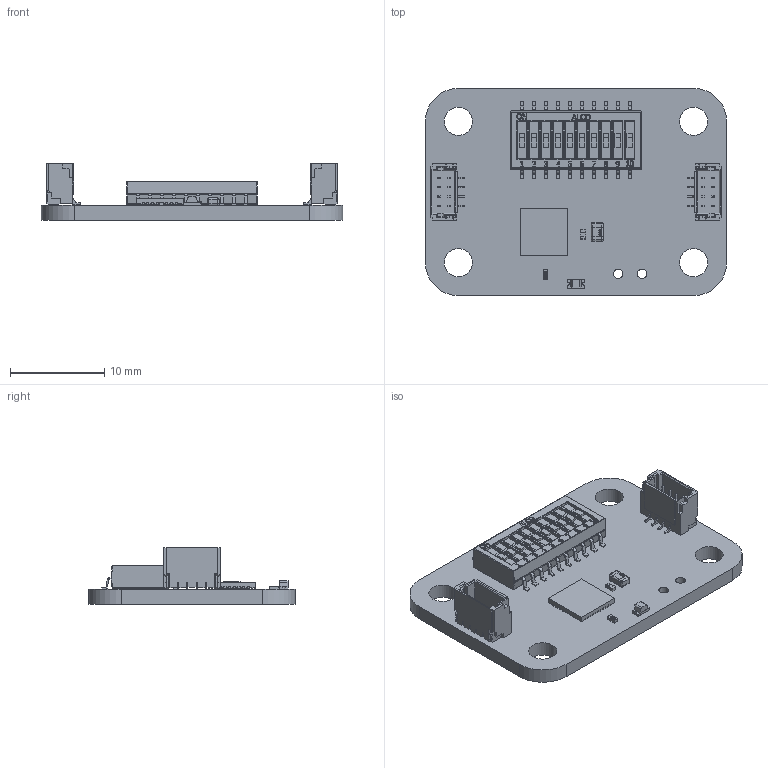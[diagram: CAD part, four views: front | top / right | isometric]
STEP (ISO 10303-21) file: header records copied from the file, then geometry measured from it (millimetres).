
FILE_DESCRIPTION(('Open CASCADE Model'),'2;1');
FILE_NAME('Open CASCADE Shape Model','2025-02-21T09:47:08',('Author'),( 'Open CASCADE'),'Open CASCADE STEP processor 7.5','Open CASCADE 7.5' ,'Unknown');
FILE_SCHEMA(('AUTOMOTIVE_DESIGN { 1 0 10303 214 1 1 1 1 }'));
Length unit declared in the file: millimetre
Products named in the file (33): PCB; Board; Open CASCADE STEP translator 7.5 17.1.1; STAT1; 0603 LED Green; Solid1; Solid4; SW1; Switch_TE_Connectivity_1-1571983-3_eec; Switch; Leads; Actuator; Poles; U; DUELink-Connector-BM04B-SRSS-TB; D; R4; User Library-R SMD 0402; User Library-R SMD 0402_0402 BODY; User Library-R SMD 0402_0402 PAD; User Library-R SMD 0402_0402 OPIS; C2; 0805 SMD Capacitor; C1; C0402; Free-Models; STM32-QFN32
Assembly tree (34 placements, depth 4):
  PCB
    Board
      Open CASCADE STEP translator 7.5 17.1.1
    STAT1
      0603 LED Green
        Solid1
        Solid4
        Solid1
        Solid1
        Solid4
        Solid1
        Solid1
        Solid1
    SW1
      Switch_TE_Connectivity_1-1571983-3_eec
        Switch
        Leads
        Actuator
        Poles
    U
      DUELink-Connector-BM04B-SRSS-TB
    D
      DUELink-Connector-BM04B-SRSS-TB
    R4
      User Library-R SMD 0402
        User Library-R SMD 0402_0402 BODY
        User Library-R SMD 0402_0402 PAD  x2
        User Library-R SMD 0402_0402 OPIS
    C2
      0805 SMD Capacitor
    C1
      C0402
    Free-Models
      STM32-QFN32
Bounding box: 32 x 22 x 6.02 mm (x, y, z)
Volume: 1349.5 mm3; surface area: 2559.4 mm2
Topology: 127 solids, 127 shells, 2084 faces, 7986 edges, 9048 vertices
Faces by surface type: plane 1482, cylinder 328, bspline 242, sphere 24, revolution 8
Full cylindrical faces by diameter (mm): 1.016 x2, 3 x4
Entity records: 77486 total; most frequent: CARTESIAN_POINT 19794, DIRECTION 9162, ORIENTED_EDGE 8756, LINE 4678, VECTOR 4678, EDGE_CURVE 4378, VERTEX_POINT 2850, AXIS2_PLACEMENT_3D 2238
